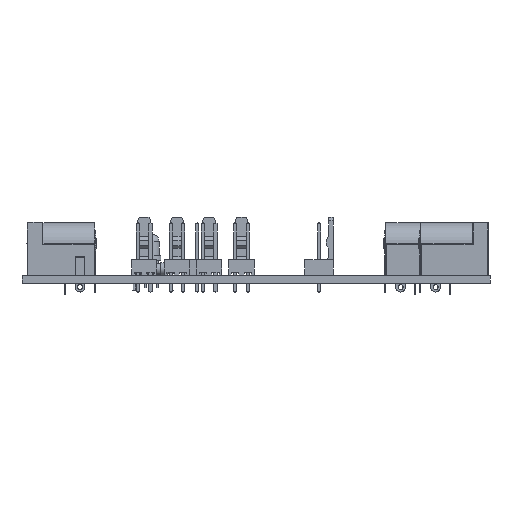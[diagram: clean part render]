
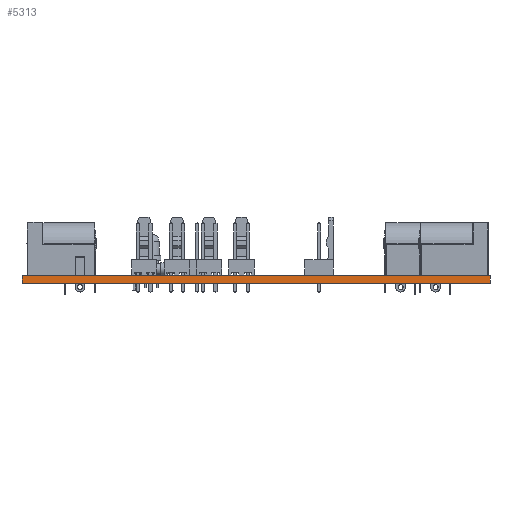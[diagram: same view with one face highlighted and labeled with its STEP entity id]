
A CAD part, front view. The second image highlights one B-rep face of the part: STEP entity #5313.
In plain terms, the highlighted planar face has unit normal (0, -1, 0).
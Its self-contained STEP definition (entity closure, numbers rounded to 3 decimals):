
#5313 = ADVANCED_FACE('',(#5314),#5348,.T.);
#5314 = FACE_BOUND('',#5315,.T.);
#5315 = EDGE_LOOP('',(#5316,#5326,#5334,#5342));
#5316 = ORIENTED_EDGE('',*,*,#5317,.T.);
#5317 = EDGE_CURVE('',#5318,#5320,#5322,.T.);
#5318 = VERTEX_POINT('',#5319);
#5319 = CARTESIAN_POINT('',(47.365,-47.43,0.));
#5320 = VERTEX_POINT('',#5321);
#5321 = CARTESIAN_POINT('',(47.365,-47.43,1.6));
#5322 = LINE('',#5323,#5324);
#5323 = CARTESIAN_POINT('',(47.365,-47.43,0.));
#5324 = VECTOR('',#5325,1.);
#5325 = DIRECTION('',(0.,0.,1.));
#5326 = ORIENTED_EDGE('',*,*,#5327,.T.);
#5327 = EDGE_CURVE('',#5320,#5328,#5330,.T.);
#5328 = VERTEX_POINT('',#5329);
#5329 = CARTESIAN_POINT('',(-47.295,-47.42,1.6));
#5330 = LINE('',#5331,#5332);
#5331 = CARTESIAN_POINT('',(47.365,-47.43,1.6));
#5332 = VECTOR('',#5333,1.);
#5333 = DIRECTION('',(-1.,0.,0.));
#5334 = ORIENTED_EDGE('',*,*,#5335,.F.);
#5335 = EDGE_CURVE('',#5336,#5328,#5338,.T.);
#5336 = VERTEX_POINT('',#5337);
#5337 = CARTESIAN_POINT('',(-47.295,-47.42,0.));
#5338 = LINE('',#5339,#5340);
#5339 = CARTESIAN_POINT('',(-47.295,-47.42,0.));
#5340 = VECTOR('',#5341,1.);
#5341 = DIRECTION('',(0.,0.,1.));
#5342 = ORIENTED_EDGE('',*,*,#5343,.F.);
#5343 = EDGE_CURVE('',#5318,#5336,#5344,.T.);
#5344 = LINE('',#5345,#5346);
#5345 = CARTESIAN_POINT('',(47.365,-47.43,0.));
#5346 = VECTOR('',#5347,1.);
#5347 = DIRECTION('',(-1.,0.,0.));
#5348 = PLANE('',#5349);
#5349 = AXIS2_PLACEMENT_3D('',#5350,#5351,#5352);
#5350 = CARTESIAN_POINT('',(47.365,-47.43,0.));
#5351 = DIRECTION('',(0.,-1.,0.));
#5352 = DIRECTION('',(-1.,0.,0.));
